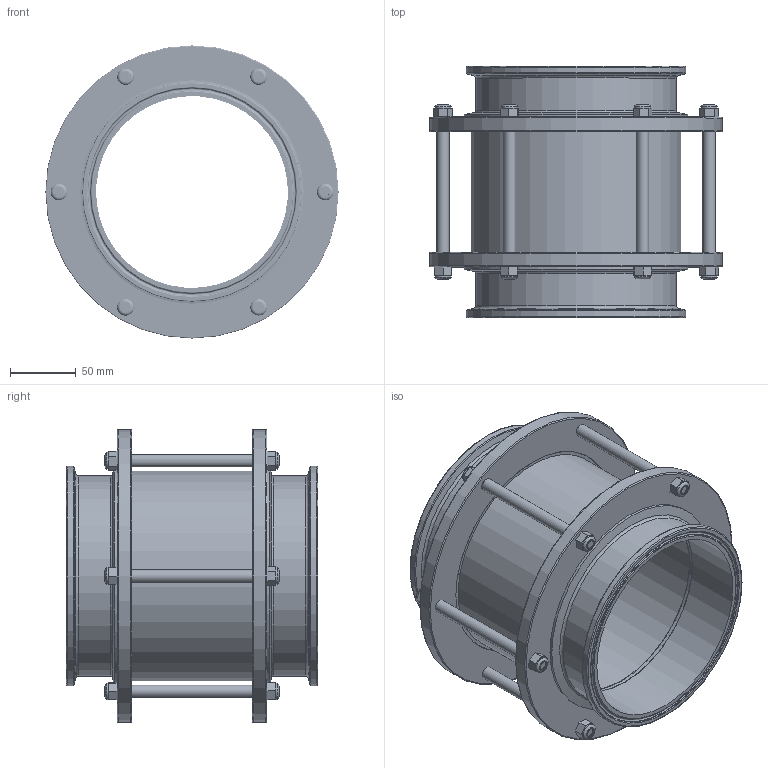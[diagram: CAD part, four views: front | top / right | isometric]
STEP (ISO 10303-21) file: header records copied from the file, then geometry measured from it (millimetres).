
FILE_DESCRIPTION(/* description */ ('STEP AP203'),/* implementation_level */ '2;1');
FILE_NAME(/* name */ '54BMPS-6.00.stp',/* time_stamp */ '2024-03-11T11:06:01-04:00',/* author */ ('brad'),/* organization */ (''),/* preprocessor_version */ 'ST-DEVELOPER v20',/* originating_system */ 'Autodesk Inventor 2024',/* authorisation */ '');
FILE_SCHEMA (('AUTOMOTIVE_DESIGN { 1 0 10303 214 3 1 1 }'));
Length unit declared in the file: millimetre
Products named in the file (6): 6¦T§¨µøµ¡(¾ã²Õ
); 6¦Tµøµ¡¬Á¼þ; 6¦Tµøµ¡¹Ô¤ù; 6¦Tµøµ¡¥»Åé; 2.5-6µøµ¡Á³±ì; µøµ¡Á³¥À
Assembly tree (23 placements, depth 2):
  6¦T§¨µøµ¡(¾ã²Õ
)
    6¦Tµøµ¡¥»Åé  x2
    6¦Tµøµ¡¹Ô¤ù  x2
    6¦Tµøµ¡¬Á¼þ
    2.5-6µøµ¡Á³±ì  x6
    µøµ¡Á³¥À  x12
Bounding box: 223 x 191.2 x 223 mm (x, y, z)
Volume: 1024959.1 mm3; surface area: 374938.7 mm2
Topology: 23 solids, 23 shells, 1654 faces, 4624 edges, 3036 vertices
Faces by surface type: cone 1196, plane 222, cylinder 206, torus 30
Full cylindrical faces by diameter (mm): 8.2 x12, 9.5 x6, 12.6 x12, 146 x1, 146.4 x2, 147 x2, 152.4 x2, 160 x1, 160.8 x2, 166 x2, 166.5 x2, 166.9 x2, 170 x2, 223 x2
Entity records: 8957 total; most frequent: CARTESIAN_POINT 1993, DIRECTION 1605, ORIENTED_EDGE 1346, AXIS2_PLACEMENT_3D 693, EDGE_CURVE 673, VERTEX_POINT 442, CIRCLE 417, EDGE_LOOP 273
